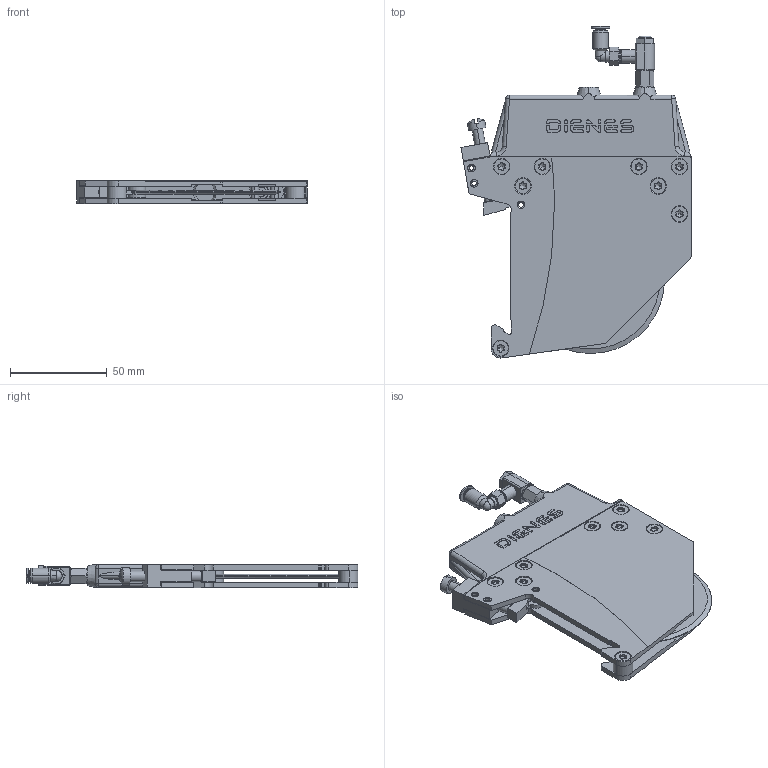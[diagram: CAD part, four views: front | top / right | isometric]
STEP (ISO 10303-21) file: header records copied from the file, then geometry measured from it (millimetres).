
FILE_DESCRIPTION (( 'STEP AP214' ), '1' );
FILE_NAME ('P2015-0020.STEP', '2022-12-02T14:49:56', ( '' ), ( '' ), 'SwSTEP 2.0', 'SolidWorks 2021', '' );
FILE_SCHEMA (( 'AUTOMOTIVE_DESIGN' ));
Length unit declared in the file: millimetre
Products named in the file (1): P2015-0020
Bounding box: 119.09 x 171.79 x 12.38 mm (x, y, z)
Surface area: 58885.6 mm2 (no closed solid volume)
Topology: 0 solids, 54 shells, 854 faces, 3114 edges, 2296 vertices
Faces by surface type: cylinder 532, plane 206, cone 94, torus 13, sphere 9
Entity records: 43398 total; most frequent: CARTESIAN_POINT 6868, DIRECTION 6474, ORIENTED_EDGE 4692, EDGE_CURVE 3093, AXIS2_PLACEMENT_3D 2616, VERTEX_POINT 2296, CIRCLE 1761, LINE 1242
